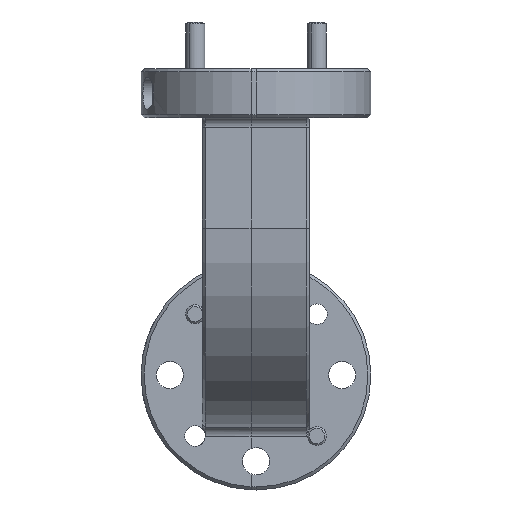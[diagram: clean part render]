
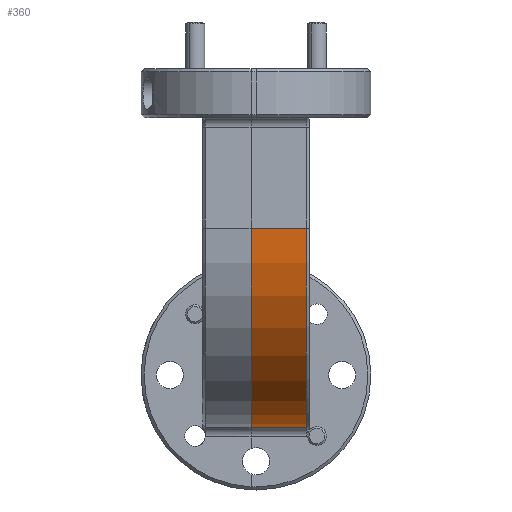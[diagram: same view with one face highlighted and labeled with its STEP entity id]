
A CAD part, left-side view. The second image highlights one B-rep face of the part: STEP entity #360.
In plain terms, the highlighted cylindrical face has radius 16.51 mm (diameter 33.02 mm), a partial arc.
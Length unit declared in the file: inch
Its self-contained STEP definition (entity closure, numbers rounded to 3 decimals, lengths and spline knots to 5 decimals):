
#85 = CIRCLE ( 'NONE', #8519, 0.65 ) ;
#194 = CARTESIAN_POINT ( 'NONE',  ( -1.17, -0.4, 0.48 ) ) ;
#360 = ADVANCED_FACE ( 'NONE', ( #20341 ), #1008, .T. ) ;
#1001 = CARTESIAN_POINT ( 'NONE',  ( -1.17, -0.18, 0.48 ) ) ;
#1008 = CYLINDRICAL_SURFACE ( 'NONE', #4713, 0.65 ) ;
#1129 = DIRECTION ( 'NONE',  ( 0., 1., 0. ) ) ;
#1883 = DIRECTION ( 'NONE',  ( -1., 0., 0. ) ) ;
#2450 = ORIENTED_EDGE ( 'NONE', *, *, #17080, .F. ) ;
#2776 = CIRCLE ( 'NONE', #12388, 0.65 ) ;
#3149 = DIRECTION ( 'NONE',  ( -1., 0., 0. ) ) ;
#3185 = ORIENTED_EDGE ( 'NONE', *, *, #13569, .F. ) ;
#4713 = AXIS2_PLACEMENT_3D ( 'NONE', #16327, #1129, #3149 ) ;
#6123 = VERTEX_POINT ( 'NONE', #7898 ) ;
#7898 = CARTESIAN_POINT ( 'NONE',  ( -0.52, 0., -0.17 ) ) ;
#8368 = DIRECTION ( 'NONE',  ( 0., -1., 0. ) ) ;
#8519 = AXIS2_PLACEMENT_3D ( 'NONE', #10916, #24255, #16554 ) ;
#10531 = VECTOR ( 'NONE', #14839, 39.37008 ) ;
#10759 = ORIENTED_EDGE ( 'NONE', *, *, #16049, .F. ) ;
#10867 = VERTEX_POINT ( 'NONE', #15320 ) ;
#10916 = CARTESIAN_POINT ( 'NONE',  ( -0.52, -0.18, 0.48 ) ) ;
#12388 = AXIS2_PLACEMENT_3D ( 'NONE', #12917, #21095, #1883 ) ;
#12917 = CARTESIAN_POINT ( 'NONE',  ( -0.52, 0., 0.48 ) ) ;
#13569 = EDGE_CURVE ( 'NONE', #6123, #18030, #2776, .T. ) ;
#14839 = DIRECTION ( 'NONE',  ( 0., 1., 0. ) ) ;
#15015 = VECTOR ( 'NONE', #8368, 39.37008 ) ;
#15108 = LINE ( 'NONE', #24820, #10531 ) ;
#15320 = CARTESIAN_POINT ( 'NONE',  ( -0.52, -0.18, -0.17 ) ) ;
#15502 = VERTEX_POINT ( 'NONE', #1001 ) ;
#15553 = EDGE_CURVE ( 'NONE', #10867, #15502, #85, .T. ) ;
#16049 = EDGE_CURVE ( 'NONE', #10867, #6123, #15108, .T. ) ;
#16327 = CARTESIAN_POINT ( 'NONE',  ( -0.52, -0.4, 0.48 ) ) ;
#16554 = DIRECTION ( 'NONE',  ( -1., 0., 0. ) ) ;
#17080 = EDGE_CURVE ( 'NONE', #18030, #15502, #23196, .T. ) ;
#18030 = VERTEX_POINT ( 'NONE', #22097 ) ;
#20341 = FACE_OUTER_BOUND ( 'NONE', #22579, .T. ) ;
#21095 = DIRECTION ( 'NONE',  ( 0., 1., 0. ) ) ;
#21481 = ORIENTED_EDGE ( 'NONE', *, *, #15553, .T. ) ;
#22097 = CARTESIAN_POINT ( 'NONE',  ( -1.17, 0., 0.48 ) ) ;
#22579 = EDGE_LOOP ( 'NONE', ( #10759, #21481, #2450, #3185 ) ) ;
#23196 = LINE ( 'NONE', #194, #15015 ) ;
#24255 = DIRECTION ( 'NONE',  ( 0., 1., 0. ) ) ;
#24820 = CARTESIAN_POINT ( 'NONE',  ( -0.52, -0.4, -0.17 ) ) ;
